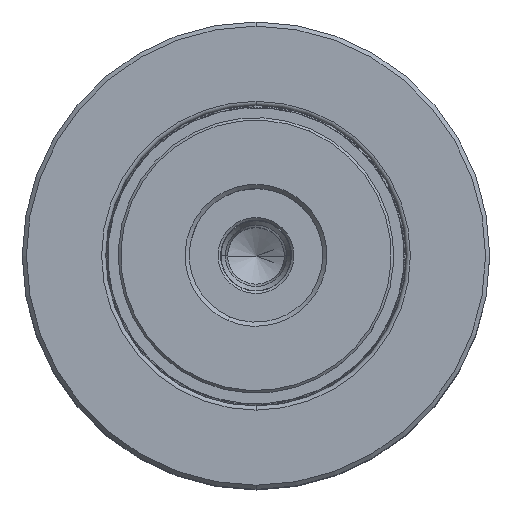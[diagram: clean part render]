
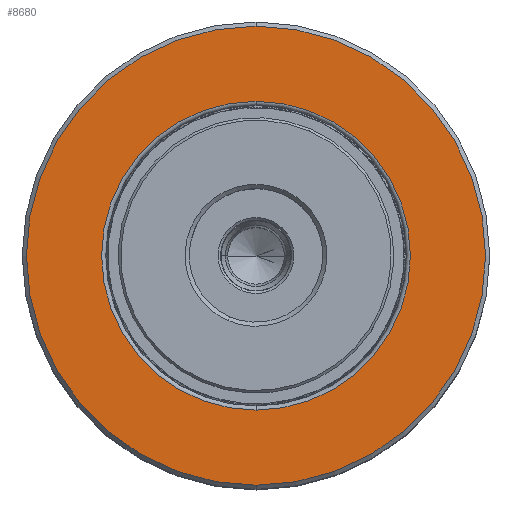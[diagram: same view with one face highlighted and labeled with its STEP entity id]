
A CAD part, top view. The second image highlights one B-rep face of the part: STEP entity #8680.
In plain terms, the highlighted face is planar.
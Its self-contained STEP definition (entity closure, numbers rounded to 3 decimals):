
#393 = ORIENTED_EDGE ( 'NONE', *, *, #45304, .T. ) ;
#792 = AXIS2_PLACEMENT_3D ( 'NONE', #13527, #17139, #16935 ) ;
#1356 = CARTESIAN_POINT ( 'NONE',  ( 0., 33.687, 0. ) ) ;
#3893 = AXIS2_PLACEMENT_3D ( 'NONE', #1356, #9686, #17993 ) ;
#4520 = CIRCLE ( 'NONE', #44940, 27.5 ) ;
#4602 = DIRECTION ( 'NONE',  ( 0., 0., -1. ) ) ;
#8235 = CIRCLE ( 'NONE', #46148, 27.5 ) ;
#8680 = ADVANCED_FACE ( 'NONE', ( #17586, #47931 ), #10445, .T. ) ;
#9196 = EDGE_CURVE ( 'NONE', #39270, #20991, #25312, .T. ) ;
#9686 = DIRECTION ( 'NONE',  ( 0., -1., 0. ) ) ;
#10445 = PLANE ( 'NONE',  #49257 ) ;
#11826 = EDGE_CURVE ( 'NONE', #43499, #44514, #8235, .T. ) ;
#13527 = CARTESIAN_POINT ( 'NONE',  ( 0., 33.687, 0. ) ) ;
#14250 = CARTESIAN_POINT ( 'NONE',  ( 27.5, 33.687, 0. ) ) ;
#14601 = DIRECTION ( 'NONE',  ( 0., 1., 0. ) ) ;
#15748 = CARTESIAN_POINT ( 'NONE',  ( 0., 33.687, 27.5 ) ) ;
#16935 = DIRECTION ( 'NONE',  ( 0., 0., -1. ) ) ;
#17028 = EDGE_CURVE ( 'NONE', #44514, #43499, #4520, .T. ) ;
#17139 = DIRECTION ( 'NONE',  ( 0., -1., 0. ) ) ;
#17246 = CARTESIAN_POINT ( 'NONE',  ( 0., 33.687, -18.5 ) ) ;
#17586 = FACE_BOUND ( 'NONE', #32671, .T. ) ;
#17993 = DIRECTION ( 'NONE',  ( 0., 0., -1. ) ) ;
#20414 = DIRECTION ( 'NONE',  ( 0., -1., 0. ) ) ;
#20991 = VERTEX_POINT ( 'NONE', #17246 ) ;
#21822 = CARTESIAN_POINT ( 'NONE',  ( 0., 33.687, -27.5 ) ) ;
#24028 = ORIENTED_EDGE ( 'NONE', *, *, #17028, .F. ) ;
#25201 = ORIENTED_EDGE ( 'NONE', *, *, #11826, .F. ) ;
#25312 = CIRCLE ( 'NONE', #3893, 18.5 ) ;
#27131 = CARTESIAN_POINT ( 'NONE',  ( 0., 33.687, 18.5 ) ) ;
#29149 = DIRECTION ( 'NONE',  ( 0., -1., 0. ) ) ;
#30491 = DIRECTION ( 'NONE',  ( 0., 0., 1. ) ) ;
#32347 = CIRCLE ( 'NONE', #792, 18.5 ) ;
#32671 = EDGE_LOOP ( 'NONE', ( #393, #43623 ) ) ;
#34853 = EDGE_LOOP ( 'NONE', ( #25201, #24028 ) ) ;
#39270 = VERTEX_POINT ( 'NONE', #27131 ) ;
#42030 = CARTESIAN_POINT ( 'NONE',  ( 0., 33.687, 0. ) ) ;
#43499 = VERTEX_POINT ( 'NONE', #21822 ) ;
#43623 = ORIENTED_EDGE ( 'NONE', *, *, #9196, .T. ) ;
#44514 = VERTEX_POINT ( 'NONE', #15748 ) ;
#44940 = AXIS2_PLACEMENT_3D ( 'NONE', #42030, #20414, #53303 ) ;
#45304 = EDGE_CURVE ( 'NONE', #20991, #39270, #32347, .T. ) ;
#46140 = CARTESIAN_POINT ( 'NONE',  ( 0., 33.687, 0. ) ) ;
#46148 = AXIS2_PLACEMENT_3D ( 'NONE', #46140, #29149, #4602 ) ;
#47931 = FACE_OUTER_BOUND ( 'NONE', #34853, .T. ) ;
#49257 = AXIS2_PLACEMENT_3D ( 'NONE', #14250, #14601, #30491 ) ;
#53303 = DIRECTION ( 'NONE',  ( 0., 0., -1. ) ) ;
